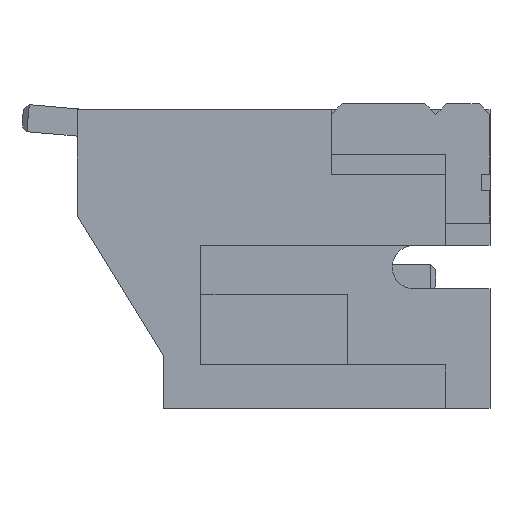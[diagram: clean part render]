
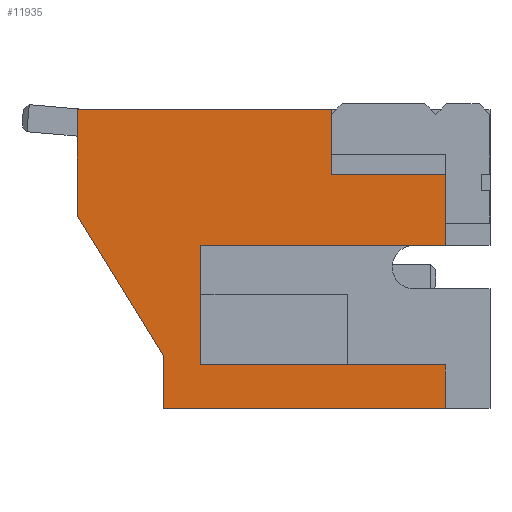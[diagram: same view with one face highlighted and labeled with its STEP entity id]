
A CAD part, left-side view. The second image highlights one B-rep face of the part: STEP entity #11935.
In plain terms, the highlighted planar face has unit normal (-1, 0, 0).
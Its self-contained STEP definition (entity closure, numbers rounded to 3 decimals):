
#32 = EDGE_CURVE ( 'NONE', #16764, #9610, #15895, .T. ) ;
#174 = VECTOR ( 'NONE', #836, 1000. ) ;
#189 = VECTOR ( 'NONE', #6989, 1000. ) ;
#307 = LINE ( 'NONE', #13590, #9239 ) ;
#478 = CARTESIAN_POINT ( 'NONE',  ( -0.75, 1.31, -0.64 ) ) ;
#836 = DIRECTION ( 'NONE',  ( 0., -1., 0. ) ) ;
#1050 = ORIENTED_EDGE ( 'NONE', *, *, #11297, .T. ) ;
#1173 = VERTEX_POINT ( 'NONE', #12630 ) ;
#1259 = LINE ( 'NONE', #11527, #6360 ) ;
#1535 = LINE ( 'NONE', #6795, #6413 ) ;
#1538 = FACE_OUTER_BOUND ( 'NONE', #6628, .T. ) ;
#1569 = AXIS2_PLACEMENT_3D ( 'NONE', #6800, #1790, #10868 ) ;
#1608 = DIRECTION ( 'NONE',  ( 0., 0., -1. ) ) ;
#1643 = CARTESIAN_POINT ( 'NONE',  ( -0.75, 2.61, -0.64 ) ) ;
#1775 = CARTESIAN_POINT ( 'NONE',  ( -0.75, 5.61, 4.54 ) ) ;
#1790 = DIRECTION ( 'NONE',  ( 1., 0., 0. ) ) ;
#1843 = ORIENTED_EDGE ( 'NONE', *, *, #5454, .T. ) ;
#1955 = DIRECTION ( 'NONE',  ( 0., 0., 1. ) ) ;
#2615 = VECTOR ( 'NONE', #14703, 1000. ) ;
#2917 = VECTOR ( 'NONE', #12826, 1000. ) ;
#3141 = VECTOR ( 'NONE', #7594, 1000. ) ;
#3194 = ORIENTED_EDGE ( 'NONE', *, *, #9708, .T. ) ;
#3487 = ORIENTED_EDGE ( 'NONE', *, *, #32, .T. ) ;
#3594 = CARTESIAN_POINT ( 'NONE',  ( -0.75, 4.81, -0.64 ) ) ;
#3869 = EDGE_CURVE ( 'NONE', #14355, #4474, #11111, .T. ) ;
#3992 = EDGE_CURVE ( 'NONE', #1173, #15496, #9089, .T. ) ;
#4474 = VERTEX_POINT ( 'NONE', #3594 ) ;
#4481 = EDGE_CURVE ( 'NONE', #15826, #10253, #4889, .T. ) ;
#4702 = EDGE_CURVE ( 'NONE', #13127, #8882, #1259, .T. ) ;
#4889 = LINE ( 'NONE', #7490, #6672 ) ;
#4946 = DIRECTION ( 'NONE',  ( 0., -1., 0. ) ) ;
#5190 = ORIENTED_EDGE ( 'NONE', *, *, #3869, .T. ) ;
#5203 = CARTESIAN_POINT ( 'NONE',  ( -0.75, 4.81, 3.86 ) ) ;
#5399 = LINE ( 'NONE', #9557, #2615 ) ;
#5454 = EDGE_CURVE ( 'NONE', #16025, #14355, #307, .T. ) ;
#5483 = CARTESIAN_POINT ( 'NONE',  ( -0.75, 1.31, -0.64 ) ) ;
#5725 = LINE ( 'NONE', #10894, #189 ) ;
#6360 = VECTOR ( 'NONE', #9181, 1000. ) ;
#6413 = VECTOR ( 'NONE', #8162, 1000. ) ;
#6589 = CARTESIAN_POINT ( 'NONE',  ( -0.75, 2.06, 6.14 ) ) ;
#6628 = EDGE_LOOP ( 'NONE', ( #1843, #5190, #16223, #10325, #1050, #14959, #9757, #10408, #14414, #3487, #7098, #3194 ) ) ;
#6672 = VECTOR ( 'NONE', #8775, 1000. ) ;
#6795 = CARTESIAN_POINT ( 'NONE',  ( -0.75, 2.61, 3.86 ) ) ;
#6800 = CARTESIAN_POINT ( 'NONE',  ( -0.75, 0.11, 4.54 ) ) ;
#6989 = DIRECTION ( 'NONE',  ( 0., 1., 0. ) ) ;
#7098 = ORIENTED_EDGE ( 'NONE', *, *, #12176, .T. ) ;
#7490 = CARTESIAN_POINT ( 'NONE',  ( -0.75, 1.31, 1.46 ) ) ;
#7594 = DIRECTION ( 'NONE',  ( 0., 0., 1. ) ) ;
#7643 = LINE ( 'NONE', #14347, #2917 ) ;
#7966 = CARTESIAN_POINT ( 'NONE',  ( -0.75, 4.66, 4.54 ) ) ;
#8023 = EDGE_CURVE ( 'NONE', #4474, #1173, #5399, .T. ) ;
#8055 = CARTESIAN_POINT ( 'NONE',  ( -0.75, 5.61, -0.64 ) ) ;
#8162 = DIRECTION ( 'NONE',  ( 0., 0., -1. ) ) ;
#8680 = CARTESIAN_POINT ( 'NONE',  ( -0.75, 1.31, 1.46 ) ) ;
#8775 = DIRECTION ( 'NONE',  ( 0., -1., 0. ) ) ;
#8882 = VERTEX_POINT ( 'NONE', #5483 ) ;
#9089 = LINE ( 'NONE', #5203, #16689 ) ;
#9123 = LINE ( 'NONE', #10387, #3141 ) ;
#9181 = DIRECTION ( 'NONE',  ( 0., -1., 0. ) ) ;
#9239 = VECTOR ( 'NONE', #1608, 1000. ) ;
#9450 = PLANE ( 'NONE',  #1569 ) ;
#9557 = CARTESIAN_POINT ( 'NONE',  ( -0.75, 4.81, -0.64 ) ) ;
#9610 = VERTEX_POINT ( 'NONE', #13196 ) ;
#9633 = CARTESIAN_POINT ( 'NONE',  ( -0.75, 2.61, 3.86 ) ) ;
#9708 = EDGE_CURVE ( 'NONE', #13393, #16025, #5725, .T. ) ;
#9757 = ORIENTED_EDGE ( 'NONE', *, *, #15250, .T. ) ;
#10185 = EDGE_CURVE ( 'NONE', #10253, #16764, #9123, .T. ) ;
#10253 = VERTEX_POINT ( 'NONE', #10466 ) ;
#10280 = VECTOR ( 'NONE', #1955, 1000. ) ;
#10325 = ORIENTED_EDGE ( 'NONE', *, *, #3992, .T. ) ;
#10387 = CARTESIAN_POINT ( 'NONE',  ( -0.75, 0.11, 4.54 ) ) ;
#10408 = ORIENTED_EDGE ( 'NONE', *, *, #4481, .T. ) ;
#10466 = CARTESIAN_POINT ( 'NONE',  ( -0.75, 0.11, 1.46 ) ) ;
#10868 = DIRECTION ( 'NONE',  ( 0., -1., 0. ) ) ;
#10894 = CARTESIAN_POINT ( 'NONE',  ( -0.75, 5.61, 4.54 ) ) ;
#11111 = LINE ( 'NONE', #16293, #174 ) ;
#11297 = EDGE_CURVE ( 'NONE', #15496, #13127, #1535, .T. ) ;
#11527 = CARTESIAN_POINT ( 'NONE',  ( -0.75, 2.61, -0.64 ) ) ;
#11935 = ADVANCED_FACE ( 'NONE', ( #1538 ), #9450, .F. ) ;
#12176 = EDGE_CURVE ( 'NONE', #9610, #13393, #7643, .T. ) ;
#12584 = VECTOR ( 'NONE', #13203, 1000. ) ;
#12630 = CARTESIAN_POINT ( 'NONE',  ( -0.75, 4.81, 3.86 ) ) ;
#12826 = DIRECTION ( 'NONE',  ( 0., 0.852, -0.524 ) ) ;
#13127 = VERTEX_POINT ( 'NONE', #1643 ) ;
#13196 = CARTESIAN_POINT ( 'NONE',  ( -0.75, 2.06, 6.14 ) ) ;
#13203 = DIRECTION ( 'NONE',  ( 0., 1., 0. ) ) ;
#13393 = VERTEX_POINT ( 'NONE', #7966 ) ;
#13590 = CARTESIAN_POINT ( 'NONE',  ( -0.75, 5.61, -0.64 ) ) ;
#14347 = CARTESIAN_POINT ( 'NONE',  ( -0.75, 4.66, 4.54 ) ) ;
#14355 = VERTEX_POINT ( 'NONE', #8055 ) ;
#14414 = ORIENTED_EDGE ( 'NONE', *, *, #10185, .T. ) ;
#14703 = DIRECTION ( 'NONE',  ( 0., 0., 1. ) ) ;
#14759 = CARTESIAN_POINT ( 'NONE',  ( -0.75, 0.11, 6.14 ) ) ;
#14959 = ORIENTED_EDGE ( 'NONE', *, *, #4702, .T. ) ;
#15250 = EDGE_CURVE ( 'NONE', #8882, #15826, #16022, .T. ) ;
#15496 = VERTEX_POINT ( 'NONE', #9633 ) ;
#15826 = VERTEX_POINT ( 'NONE', #8680 ) ;
#15895 = LINE ( 'NONE', #6589, #12584 ) ;
#16022 = LINE ( 'NONE', #478, #10280 ) ;
#16025 = VERTEX_POINT ( 'NONE', #1775 ) ;
#16223 = ORIENTED_EDGE ( 'NONE', *, *, #8023, .T. ) ;
#16293 = CARTESIAN_POINT ( 'NONE',  ( -0.75, 5.61, -0.64 ) ) ;
#16689 = VECTOR ( 'NONE', #4946, 1000. ) ;
#16764 = VERTEX_POINT ( 'NONE', #14759 ) ;
